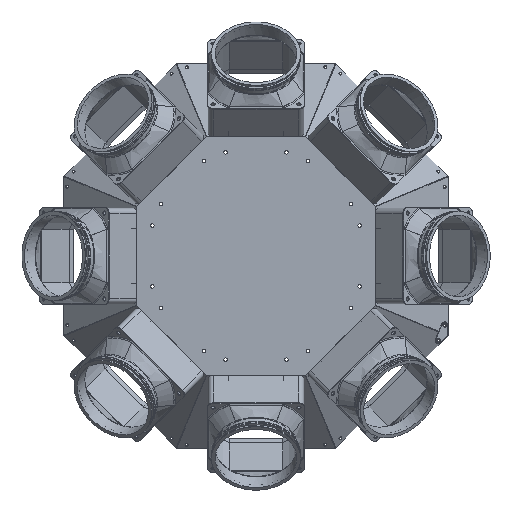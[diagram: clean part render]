
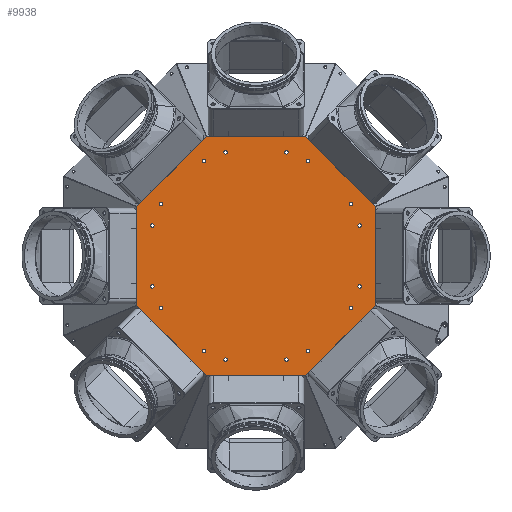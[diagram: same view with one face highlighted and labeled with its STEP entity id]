
A CAD part, front view. The second image highlights one B-rep face of the part: STEP entity #9938.
In plain terms, the highlighted planar face has unit normal (0, -1, 0).
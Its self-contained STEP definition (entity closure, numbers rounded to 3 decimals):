
#738=CIRCLE('',#10744,1.75);
#740=CIRCLE('',#10747,1.75);
#742=CIRCLE('',#10750,1.75);
#744=CIRCLE('',#10753,1.75);
#746=CIRCLE('',#10756,1.75);
#748=CIRCLE('',#10759,1.75);
#750=CIRCLE('',#10762,1.75);
#752=CIRCLE('',#10765,1.75);
#754=CIRCLE('',#10768,1.75);
#756=CIRCLE('',#10771,1.75);
#758=CIRCLE('',#10774,1.75);
#760=CIRCLE('',#10777,1.75);
#762=CIRCLE('',#10780,1.75);
#764=CIRCLE('',#10783,1.75);
#766=CIRCLE('',#10786,1.75);
#768=CIRCLE('',#10789,1.75);
#995=FACE_BOUND('',#2466,.T.);
#996=FACE_BOUND('',#2467,.T.);
#997=FACE_BOUND('',#2468,.T.);
#998=FACE_BOUND('',#2469,.T.);
#999=FACE_BOUND('',#2470,.T.);
#1000=FACE_BOUND('',#2471,.T.);
#1001=FACE_BOUND('',#2472,.T.);
#1002=FACE_BOUND('',#2473,.T.);
#1003=FACE_BOUND('',#2474,.T.);
#1004=FACE_BOUND('',#2475,.T.);
#1005=FACE_BOUND('',#2476,.T.);
#1006=FACE_BOUND('',#2477,.T.);
#1007=FACE_BOUND('',#2478,.T.);
#1008=FACE_BOUND('',#2479,.T.);
#1009=FACE_BOUND('',#2480,.T.);
#1010=FACE_BOUND('',#2481,.T.);
#1248=PLANE('',#10800);
#1755=FACE_OUTER_BOUND('',#2465,.T.);
#2465=EDGE_LOOP('',(#9002,#9003,#9004,#9005,#9006,#9007,#9008,#9009));
#2466=EDGE_LOOP('',(#9010));
#2467=EDGE_LOOP('',(#9011));
#2468=EDGE_LOOP('',(#9012));
#2469=EDGE_LOOP('',(#9013));
#2470=EDGE_LOOP('',(#9014));
#2471=EDGE_LOOP('',(#9015));
#2472=EDGE_LOOP('',(#9016));
#2473=EDGE_LOOP('',(#9017));
#2474=EDGE_LOOP('',(#9018));
#2475=EDGE_LOOP('',(#9019));
#2476=EDGE_LOOP('',(#9020));
#2477=EDGE_LOOP('',(#9021));
#2478=EDGE_LOOP('',(#9022));
#2479=EDGE_LOOP('',(#9023));
#2480=EDGE_LOOP('',(#9024));
#2481=EDGE_LOOP('',(#9025));
#3429=LINE('',#18928,#4233);
#3432=LINE('',#18934,#4236);
#3435=LINE('',#18940,#4239);
#3438=LINE('',#18946,#4242);
#3441=LINE('',#18952,#4245);
#3444=LINE('',#18958,#4248);
#3447=LINE('',#18964,#4251);
#3450=LINE('',#18968,#4254);
#4233=VECTOR('',#13112,10.);
#4236=VECTOR('',#13117,10.);
#4239=VECTOR('',#13122,10.);
#4242=VECTOR('',#13127,10.);
#4245=VECTOR('',#13132,10.);
#4248=VECTOR('',#13137,10.);
#4251=VECTOR('',#13142,10.);
#4254=VECTOR('',#13147,10.);
#5086=VERTEX_POINT('',#18826);
#5088=VERTEX_POINT('',#18832);
#5090=VERTEX_POINT('',#18838);
#5092=VERTEX_POINT('',#18844);
#5094=VERTEX_POINT('',#18850);
#5096=VERTEX_POINT('',#18856);
#5098=VERTEX_POINT('',#18862);
#5100=VERTEX_POINT('',#18868);
#5102=VERTEX_POINT('',#18874);
#5104=VERTEX_POINT('',#18880);
#5106=VERTEX_POINT('',#18886);
#5108=VERTEX_POINT('',#18892);
#5110=VERTEX_POINT('',#18898);
#5112=VERTEX_POINT('',#18904);
#5114=VERTEX_POINT('',#18910);
#5116=VERTEX_POINT('',#18916);
#5120=VERTEX_POINT('',#18925);
#5121=VERTEX_POINT('',#18927);
#5123=VERTEX_POINT('',#18933);
#5125=VERTEX_POINT('',#18939);
#5127=VERTEX_POINT('',#18945);
#5129=VERTEX_POINT('',#18951);
#5131=VERTEX_POINT('',#18957);
#5133=VERTEX_POINT('',#18963);
#6375=EDGE_CURVE('',#5086,#5086,#738,.T.);
#6378=EDGE_CURVE('',#5088,#5088,#740,.T.);
#6381=EDGE_CURVE('',#5090,#5090,#742,.T.);
#6384=EDGE_CURVE('',#5092,#5092,#744,.T.);
#6387=EDGE_CURVE('',#5094,#5094,#746,.T.);
#6390=EDGE_CURVE('',#5096,#5096,#748,.T.);
#6393=EDGE_CURVE('',#5098,#5098,#750,.T.);
#6396=EDGE_CURVE('',#5100,#5100,#752,.T.);
#6399=EDGE_CURVE('',#5102,#5102,#754,.T.);
#6402=EDGE_CURVE('',#5104,#5104,#756,.T.);
#6405=EDGE_CURVE('',#5106,#5106,#758,.T.);
#6408=EDGE_CURVE('',#5108,#5108,#760,.T.);
#6411=EDGE_CURVE('',#5110,#5110,#762,.T.);
#6414=EDGE_CURVE('',#5112,#5112,#764,.T.);
#6417=EDGE_CURVE('',#5114,#5114,#766,.T.);
#6420=EDGE_CURVE('',#5116,#5116,#768,.T.);
#6425=EDGE_CURVE('',#5121,#5120,#3429,.T.);
#6428=EDGE_CURVE('',#5123,#5121,#3432,.T.);
#6431=EDGE_CURVE('',#5125,#5123,#3435,.T.);
#6434=EDGE_CURVE('',#5127,#5125,#3438,.T.);
#6437=EDGE_CURVE('',#5129,#5127,#3441,.T.);
#6440=EDGE_CURVE('',#5131,#5129,#3444,.T.);
#6443=EDGE_CURVE('',#5133,#5131,#3447,.T.);
#6446=EDGE_CURVE('',#5120,#5133,#3450,.T.);
#9002=ORIENTED_EDGE('',*,*,#6446,.T.);
#9003=ORIENTED_EDGE('',*,*,#6443,.T.);
#9004=ORIENTED_EDGE('',*,*,#6440,.T.);
#9005=ORIENTED_EDGE('',*,*,#6437,.T.);
#9006=ORIENTED_EDGE('',*,*,#6434,.T.);
#9007=ORIENTED_EDGE('',*,*,#6431,.T.);
#9008=ORIENTED_EDGE('',*,*,#6428,.T.);
#9009=ORIENTED_EDGE('',*,*,#6425,.T.);
#9010=ORIENTED_EDGE('',*,*,#6420,.T.);
#9011=ORIENTED_EDGE('',*,*,#6417,.T.);
#9012=ORIENTED_EDGE('',*,*,#6414,.T.);
#9013=ORIENTED_EDGE('',*,*,#6411,.T.);
#9014=ORIENTED_EDGE('',*,*,#6408,.T.);
#9015=ORIENTED_EDGE('',*,*,#6405,.T.);
#9016=ORIENTED_EDGE('',*,*,#6402,.T.);
#9017=ORIENTED_EDGE('',*,*,#6399,.T.);
#9018=ORIENTED_EDGE('',*,*,#6396,.T.);
#9019=ORIENTED_EDGE('',*,*,#6393,.T.);
#9020=ORIENTED_EDGE('',*,*,#6390,.T.);
#9021=ORIENTED_EDGE('',*,*,#6387,.T.);
#9022=ORIENTED_EDGE('',*,*,#6384,.T.);
#9023=ORIENTED_EDGE('',*,*,#6381,.T.);
#9024=ORIENTED_EDGE('',*,*,#6378,.T.);
#9025=ORIENTED_EDGE('',*,*,#6375,.T.);
#9938=ADVANCED_FACE('',(#1755,#995,#996,#997,#998,#999,#1000,#1001,#1002,
#1003,#1004,#1005,#1006,#1007,#1008,#1009,#1010),#1248,.F.);
#10744=AXIS2_PLACEMENT_3D('',#18827,#12998,#12999);
#10747=AXIS2_PLACEMENT_3D('',#18833,#13005,#13006);
#10750=AXIS2_PLACEMENT_3D('',#18839,#13012,#13013);
#10753=AXIS2_PLACEMENT_3D('',#18845,#13019,#13020);
#10756=AXIS2_PLACEMENT_3D('',#18851,#13026,#13027);
#10759=AXIS2_PLACEMENT_3D('',#18857,#13033,#13034);
#10762=AXIS2_PLACEMENT_3D('',#18863,#13040,#13041);
#10765=AXIS2_PLACEMENT_3D('',#18869,#13047,#13048);
#10768=AXIS2_PLACEMENT_3D('',#18875,#13054,#13055);
#10771=AXIS2_PLACEMENT_3D('',#18881,#13061,#13062);
#10774=AXIS2_PLACEMENT_3D('',#18887,#13068,#13069);
#10777=AXIS2_PLACEMENT_3D('',#18893,#13075,#13076);
#10780=AXIS2_PLACEMENT_3D('',#18899,#13082,#13083);
#10783=AXIS2_PLACEMENT_3D('',#18905,#13089,#13090);
#10786=AXIS2_PLACEMENT_3D('',#18911,#13096,#13097);
#10789=AXIS2_PLACEMENT_3D('',#18917,#13103,#13104);
#10800=AXIS2_PLACEMENT_3D('',#18970,#13150,#13151);
#12998=DIRECTION('center_axis',(0.,1.,0.));
#12999=DIRECTION('ref_axis',(1.,0.,0.));
#13005=DIRECTION('center_axis',(0.,1.,0.));
#13006=DIRECTION('ref_axis',(1.,0.,0.));
#13012=DIRECTION('center_axis',(0.,1.,0.));
#13013=DIRECTION('ref_axis',(1.,0.,0.));
#13019=DIRECTION('center_axis',(0.,1.,0.));
#13020=DIRECTION('ref_axis',(1.,0.,0.));
#13026=DIRECTION('center_axis',(0.,1.,0.));
#13027=DIRECTION('ref_axis',(1.,0.,0.));
#13033=DIRECTION('center_axis',(0.,1.,0.));
#13034=DIRECTION('ref_axis',(1.,0.,0.));
#13040=DIRECTION('center_axis',(0.,1.,0.));
#13041=DIRECTION('ref_axis',(1.,0.,0.));
#13047=DIRECTION('center_axis',(0.,1.,0.));
#13048=DIRECTION('ref_axis',(1.,0.,0.));
#13054=DIRECTION('center_axis',(0.,1.,0.));
#13055=DIRECTION('ref_axis',(1.,0.,0.));
#13061=DIRECTION('center_axis',(0.,1.,0.));
#13062=DIRECTION('ref_axis',(1.,0.,0.));
#13068=DIRECTION('center_axis',(0.,1.,0.));
#13069=DIRECTION('ref_axis',(1.,0.,0.));
#13075=DIRECTION('center_axis',(0.,1.,0.));
#13076=DIRECTION('ref_axis',(1.,0.,0.));
#13082=DIRECTION('center_axis',(0.,1.,0.));
#13083=DIRECTION('ref_axis',(1.,0.,0.));
#13089=DIRECTION('center_axis',(0.,1.,0.));
#13090=DIRECTION('ref_axis',(1.,0.,0.));
#13096=DIRECTION('center_axis',(0.,1.,0.));
#13097=DIRECTION('ref_axis',(1.,0.,0.));
#13103=DIRECTION('center_axis',(0.,1.,0.));
#13104=DIRECTION('ref_axis',(1.,0.,0.));
#13112=DIRECTION('',(0.,0.,1.));
#13117=DIRECTION('',(0.707,0.,0.707));
#13122=DIRECTION('',(1.,0.,0.));
#13127=DIRECTION('',(0.707,0.,-0.707));
#13132=DIRECTION('',(0.,0.,-1.));
#13137=DIRECTION('',(-0.707,0.,-0.707));
#13142=DIRECTION('',(-1.,0.,0.));
#13147=DIRECTION('',(-0.707,0.,0.707));
#13150=DIRECTION('center_axis',(0.,1.,0.));
#13151=DIRECTION('ref_axis',(1.,0.,0.));
#18826=CARTESIAN_POINT('',(-30.966,-7.,99.675));
#18827=CARTESIAN_POINT('Origin',(-29.216,-7.,99.675));
#18832=CARTESIAN_POINT('',(97.925,-7.,-29.216));
#18833=CARTESIAN_POINT('Origin',(99.675,-7.,-29.216));
#18838=CARTESIAN_POINT('',(89.39,-7.,-49.822));
#18839=CARTESIAN_POINT('Origin',(91.14,-7.,-49.822));
#18844=CARTESIAN_POINT('',(89.39,-7.,49.822));
#18845=CARTESIAN_POINT('Origin',(91.14,-7.,49.822));
#18850=CARTESIAN_POINT('',(48.072,-7.,-91.14));
#18851=CARTESIAN_POINT('Origin',(49.822,-7.,-91.14));
#18856=CARTESIAN_POINT('',(-30.966,-7.,-99.675));
#18857=CARTESIAN_POINT('Origin',(-29.216,-7.,-99.675));
#18862=CARTESIAN_POINT('',(-92.89,-7.,-49.822));
#18863=CARTESIAN_POINT('Origin',(-91.14,-7.,-49.822));
#18868=CARTESIAN_POINT('',(-51.572,-7.,-91.14));
#18869=CARTESIAN_POINT('Origin',(-49.822,-7.,-91.14));
#18874=CARTESIAN_POINT('',(27.466,-7.,99.675));
#18875=CARTESIAN_POINT('Origin',(29.216,-7.,99.675));
#18880=CARTESIAN_POINT('',(-51.572,-7.,91.14));
#18881=CARTESIAN_POINT('Origin',(-49.822,-7.,91.14));
#18886=CARTESIAN_POINT('',(-92.89,-7.,49.822));
#18887=CARTESIAN_POINT('Origin',(-91.14,-7.,49.822));
#18892=CARTESIAN_POINT('',(-101.425,-7.,-29.216));
#18893=CARTESIAN_POINT('Origin',(-99.675,-7.,-29.216));
#18898=CARTESIAN_POINT('',(97.925,-7.,29.216));
#18899=CARTESIAN_POINT('Origin',(99.675,-7.,29.216));
#18904=CARTESIAN_POINT('',(27.466,-7.,-99.675));
#18905=CARTESIAN_POINT('Origin',(29.216,-7.,-99.675));
#18910=CARTESIAN_POINT('',(48.072,-7.,91.14));
#18911=CARTESIAN_POINT('Origin',(49.822,-7.,91.14));
#18916=CARTESIAN_POINT('',(-101.425,-7.,29.216));
#18917=CARTESIAN_POINT('Origin',(-99.675,-7.,29.216));
#18925=CARTESIAN_POINT('',(114.675,-7.,47.5));
#18927=CARTESIAN_POINT('',(114.675,-7.,-47.5));
#18928=CARTESIAN_POINT('',(114.675,-7.,-47.5));
#18933=CARTESIAN_POINT('',(47.5,-7.,-114.675));
#18934=CARTESIAN_POINT('',(47.5,-7.,-114.675));
#18939=CARTESIAN_POINT('',(-47.5,-7.,-114.675));
#18940=CARTESIAN_POINT('',(-47.5,-7.,-114.675));
#18945=CARTESIAN_POINT('',(-114.675,-7.,-47.5));
#18946=CARTESIAN_POINT('',(-114.675,-7.,-47.5));
#18951=CARTESIAN_POINT('',(-114.675,-7.,47.5));
#18952=CARTESIAN_POINT('',(-114.675,-7.,47.5));
#18957=CARTESIAN_POINT('',(-47.5,-7.,114.675));
#18958=CARTESIAN_POINT('',(-47.5,-7.,114.675));
#18963=CARTESIAN_POINT('',(47.5,-7.,114.675));
#18964=CARTESIAN_POINT('',(47.5,-7.,114.675));
#18968=CARTESIAN_POINT('',(114.675,-7.,47.5));
#18970=CARTESIAN_POINT('Origin',(0.,-7.,0.));
